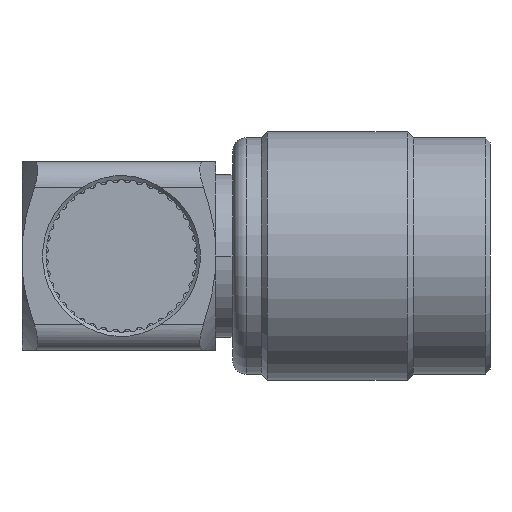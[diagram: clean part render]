
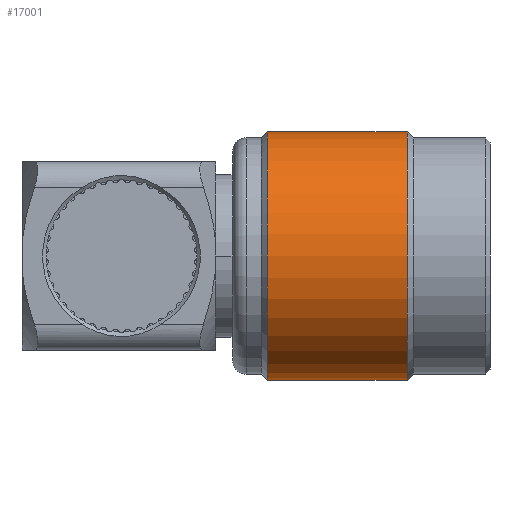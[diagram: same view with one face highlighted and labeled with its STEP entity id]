
A CAD part, left-side view. The second image highlights one B-rep face of the part: STEP entity #17001.
In plain terms, the highlighted cylindrical face has radius 7.25 mm (diameter 14.5 mm), a partial arc.
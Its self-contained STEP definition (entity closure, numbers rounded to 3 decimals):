
#3448=CARTESIAN_POINT('',(-3.,-8.51,0.));
#3449=DIRECTION('',(0.,1.,0.));
#3450=DIRECTION('',(0.,0.,-1.));
#3451=AXIS2_PLACEMENT_3D('',#3448,#3449,#3450);
#3453=DIRECTION('',(0.,-1.,0.));
#3454=VECTOR('',#3453,8.16);
#3455=CARTESIAN_POINT('',(-3.,-8.51,-7.25));
#3456=LINE('',#3455,#3454);
#3457=DIRECTION('',(0.,-1.,0.));
#3458=VECTOR('',#3457,8.16);
#3459=CARTESIAN_POINT('',(-3.,-8.51,7.25));
#3460=LINE('',#3459,#3458);
#3479=CARTESIAN_POINT('',(-3.,-16.67,0.));
#3480=DIRECTION('',(0.,1.,0.));
#3481=DIRECTION('',(0.,0.,-1.));
#3482=AXIS2_PLACEMENT_3D('',#3479,#3480,#3481);
#12014=CARTESIAN_POINT('',(-3.,-8.51,-7.25));
#12015=VERTEX_POINT('',#12014);
#12016=CARTESIAN_POINT('',(-3.,-16.67,-7.25));
#12017=VERTEX_POINT('',#12016);
#12042=CARTESIAN_POINT('',(-3.,-8.51,7.25));
#12043=VERTEX_POINT('',#12042);
#12044=CARTESIAN_POINT('',(-3.,-16.67,7.25));
#12045=VERTEX_POINT('',#12044);
#16987=CARTESIAN_POINT('',(-3.,-22.25,0.));
#16988=DIRECTION('',(0.,1.,0.));
#16989=DIRECTION('',(0.,0.,1.));
#16990=AXIS2_PLACEMENT_3D('',#16987,#16988,#16989);
#16991=CYLINDRICAL_SURFACE('',#16990,7.25);
#16993=ORIENTED_EDGE('',*,*,#16992,.F.);
#16994=ORIENTED_EDGE('',*,*,#16982,.T.);
#16996=ORIENTED_EDGE('',*,*,#16995,.T.);
#16998=ORIENTED_EDGE('',*,*,#16997,.F.);
#16999=EDGE_LOOP('',(#16993,#16994,#16996,#16998));
#17000=FACE_OUTER_BOUND('',#16999,.F.);
#3452=CIRCLE('',#3451,7.25);
#3483=CIRCLE('',#3482,7.25);
#16982=EDGE_CURVE('',#12015,#12043,#3452,.T.);
#16992=EDGE_CURVE('',#12015,#12017,#3456,.T.);
#16995=EDGE_CURVE('',#12043,#12045,#3460,.T.);
#16997=EDGE_CURVE('',#12017,#12045,#3483,.T.);
#17001=ADVANCED_FACE('',(#17000),#16991,.T.);
